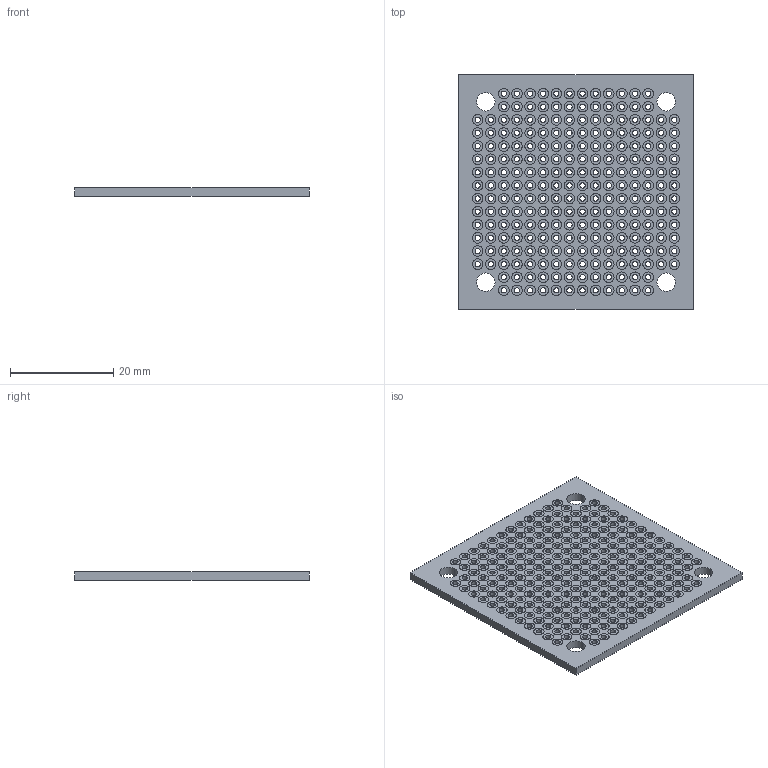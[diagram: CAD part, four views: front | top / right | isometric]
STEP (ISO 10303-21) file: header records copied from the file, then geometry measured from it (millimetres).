
FILE_DESCRIPTION((''),'2;1');
FILE_NAME('Mini Board.stp','2008-01-02T20:43:09',('Owner'),(''),'Autodesk Inventor (R) 6.0','Autodesk Inventor (R) 6.0','');
FILE_SCHEMA(('AUTOMOTIVE_DESIGN { 1 0 10303 214 1 1 1 1 }'));
Length unit declared in the file: inch
Products named in the file (1): Mini Board
Bounding box: 45.47 x 45.47 x 1.63 mm (x, y, z)
Volume: 2947.8 mm3; surface area: 5312.3 mm2
Topology: 1 solids, 1 shells, 1214 faces, 2916 edges, 1944 vertices
Faces by surface type: bspline 608, cylinder 480, plane 126
Entity records: 43781 total; most frequent: CARTESIAN_POINT 14731, DIRECTION 6066, ORIENTED_EDGE 5832, EDGE_CURVE 2916, AXIS2_PLACEMENT_3D 2543, VERTEX_POINT 1944, EDGE_LOOP 1942, CIRCLE 1936
